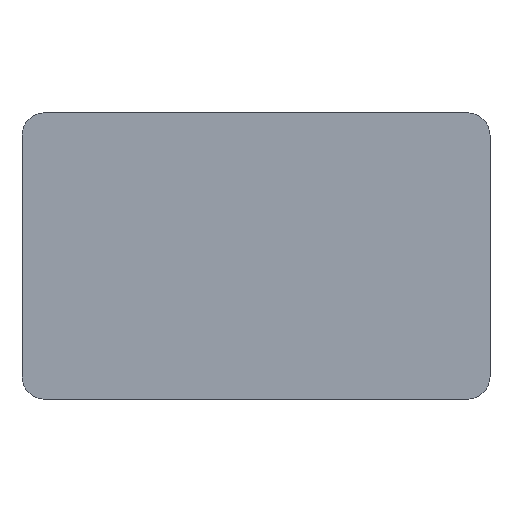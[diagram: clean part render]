
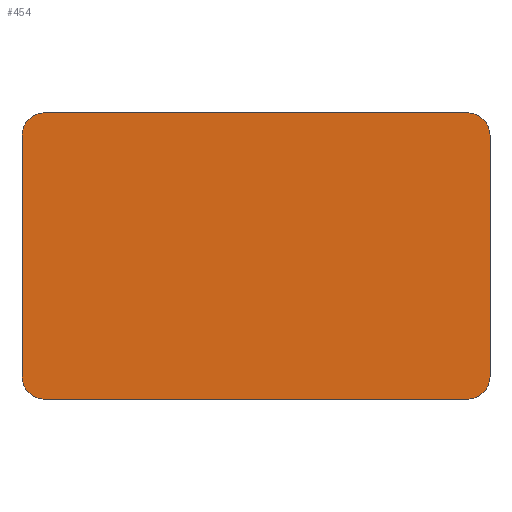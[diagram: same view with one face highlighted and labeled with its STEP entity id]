
A CAD part, front view. The second image highlights one B-rep face of the part: STEP entity #454.
In plain terms, the highlighted planar face has unit normal (0, -1, 0).
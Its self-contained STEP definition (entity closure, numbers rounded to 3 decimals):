
#39=CIRCLE('',#482,5.);
#40=CIRCLE('',#485,5.);
#41=CIRCLE('',#487,5.);
#42=CIRCLE('',#490,5.);
#72=FACE_OUTER_BOUND('',#102,.T.);
#102=EDGE_LOOP('',(#403,#404,#405,#406,#407,#408,#409,#410));
#110=LINE('',#666,#154);
#125=LINE('',#713,#169);
#128=LINE('',#723,#172);
#146=LINE('',#772,#190);
#154=VECTOR('',#528,10.);
#169=VECTOR('',#567,10.);
#172=VECTOR('',#580,10.);
#190=VECTOR('',#640,10.);
#197=VERTEX_POINT('',#663);
#198=VERTEX_POINT('',#665);
#216=VERTEX_POINT('',#706);
#217=VERTEX_POINT('',#708);
#218=VERTEX_POINT('',#712);
#219=VERTEX_POINT('',#718);
#220=VERTEX_POINT('',#722);
#221=VERTEX_POINT('',#726);
#238=EDGE_CURVE('',#198,#197,#110,.T.);
#260=EDGE_CURVE('',#216,#217,#39,.T.);
#262=EDGE_CURVE('',#218,#217,#125,.T.);
#264=EDGE_CURVE('',#218,#197,#40,.T.);
#265=EDGE_CURVE('',#198,#219,#41,.T.);
#267=EDGE_CURVE('',#220,#219,#128,.T.);
#269=EDGE_CURVE('',#220,#221,#42,.T.);
#290=EDGE_CURVE('',#216,#221,#146,.T.);
#403=ORIENTED_EDGE('',*,*,#260,.F.);
#404=ORIENTED_EDGE('',*,*,#290,.T.);
#405=ORIENTED_EDGE('',*,*,#269,.F.);
#406=ORIENTED_EDGE('',*,*,#267,.T.);
#407=ORIENTED_EDGE('',*,*,#265,.F.);
#408=ORIENTED_EDGE('',*,*,#238,.T.);
#409=ORIENTED_EDGE('',*,*,#264,.F.);
#410=ORIENTED_EDGE('',*,*,#262,.T.);
#428=PLANE('',#511);
#454=ADVANCED_FACE('',(#72),#428,.F.);
#482=AXIS2_PLACEMENT_3D('',#709,#562,#563);
#485=AXIS2_PLACEMENT_3D('',#716,#571,#572);
#487=AXIS2_PLACEMENT_3D('',#719,#575,#576);
#490=AXIS2_PLACEMENT_3D('',#727,#584,#585);
#511=AXIS2_PLACEMENT_3D('',#774,#643,#644);
#528=DIRECTION('',(1.,0.,0.));
#562=DIRECTION('center_axis',(0.,1.,0.));
#563=DIRECTION('ref_axis',(0.707,0.,0.707));
#567=DIRECTION('',(0.,0.,1.));
#571=DIRECTION('center_axis',(0.,1.,0.));
#572=DIRECTION('ref_axis',(0.707,0.,-0.707));
#575=DIRECTION('center_axis',(0.,1.,0.));
#576=DIRECTION('ref_axis',(-0.707,0.,-0.707));
#580=DIRECTION('',(0.,0.,-1.));
#584=DIRECTION('center_axis',(0.,1.,0.));
#585=DIRECTION('ref_axis',(-0.707,0.,0.707));
#640=DIRECTION('',(-1.,0.,0.));
#643=DIRECTION('center_axis',(0.,1.,0.));
#644=DIRECTION('ref_axis',(1.,0.,0.));
#663=CARTESIAN_POINT('',(61.104,0.,-35.666));
#665=CARTESIAN_POINT('',(-33.24,0.,-35.666));
#666=CARTESIAN_POINT('',(-38.24,0.,-35.666));
#706=CARTESIAN_POINT('',(61.104,0.,28.196));
#708=CARTESIAN_POINT('',(66.104,0.,23.196));
#709=CARTESIAN_POINT('Origin',(61.104,0.,23.196));
#712=CARTESIAN_POINT('',(66.104,0.,-30.666));
#713=CARTESIAN_POINT('',(66.104,0.,-35.666));
#716=CARTESIAN_POINT('Origin',(61.104,0.,-30.666));
#718=CARTESIAN_POINT('',(-38.24,0.,-30.666));
#719=CARTESIAN_POINT('Origin',(-33.24,0.,-30.666));
#722=CARTESIAN_POINT('',(-38.24,0.,23.196));
#723=CARTESIAN_POINT('',(-38.24,0.,28.196));
#726=CARTESIAN_POINT('',(-33.24,0.,28.196));
#727=CARTESIAN_POINT('Origin',(-33.24,0.,23.196));
#772=CARTESIAN_POINT('',(66.104,0.,28.196));
#774=CARTESIAN_POINT('Origin',(13.432,0.,-4.235));
